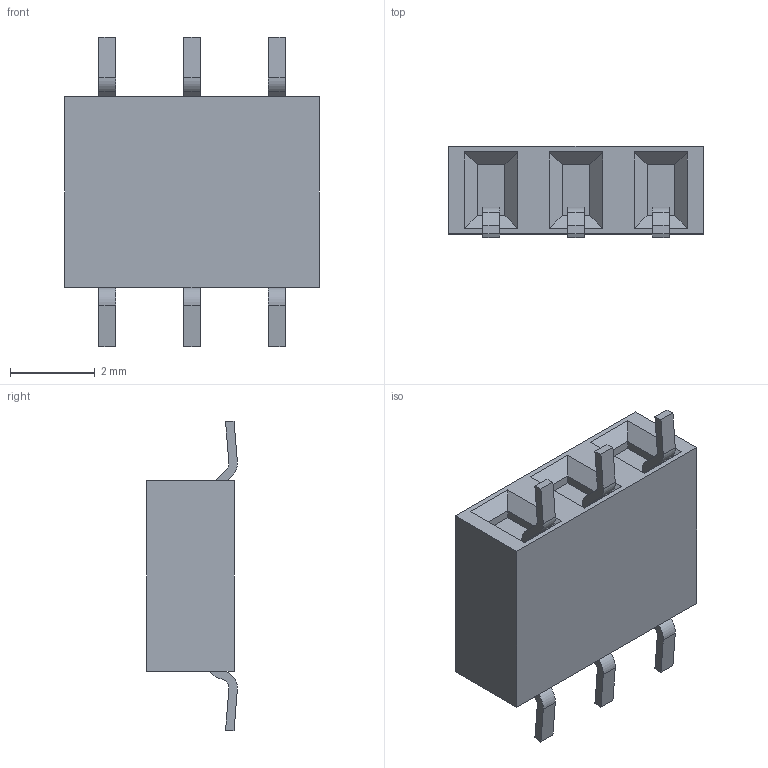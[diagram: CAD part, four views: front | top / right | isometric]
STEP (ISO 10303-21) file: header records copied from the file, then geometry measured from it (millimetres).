
FILE_DESCRIPTION (( 'STEP AP214' ), '1' );
FILE_NAME ('reoriented-2307727-3.STEP', '2023-10-03T10:06:02', ( '' ), ( '' ), 'SwSTEP 2.0', 'SolidWorks 2021', '' );
FILE_SCHEMA (( 'AUTOMOTIVE_DESIGN' ));
Length unit declared in the file: millimetre
Products named in the file (1): reoriented-2307727-3
Bounding box: 6 x 2.14 x 7.3 mm (x, y, z)
Volume: 54.7 mm3; surface area: 113.8 mm2
Topology: 1 solids, 1 shells, 102 faces, 270 edges, 176 vertices
Faces by surface type: plane 81, cylinder 21
Entity records: 3154 total; most frequent: CARTESIAN_POINT 549, ORIENTED_EDGE 540, DIRECTION 518, EDGE_CURVE 270, VECTOR 228, LINE 228, VERTEX_POINT 176, AXIS2_PLACEMENT_3D 145
